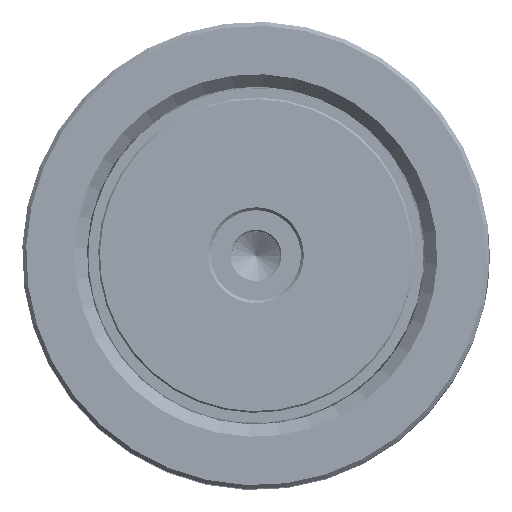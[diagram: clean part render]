
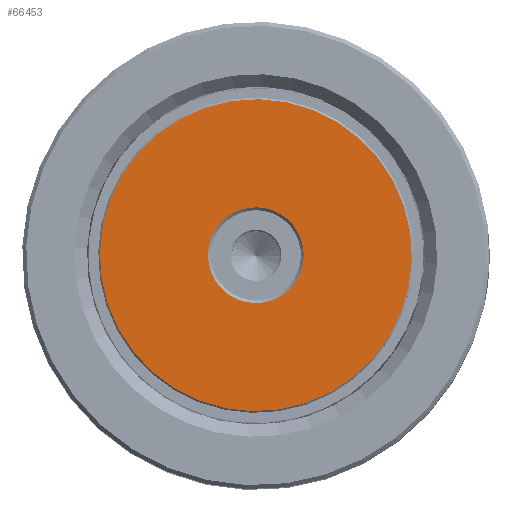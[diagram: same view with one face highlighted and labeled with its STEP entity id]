
A CAD part, top view. The second image highlights one B-rep face of the part: STEP entity #66453.
In plain terms, the highlighted face is planar.
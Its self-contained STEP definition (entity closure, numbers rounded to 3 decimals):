
#2066 = ORIENTED_EDGE ( 'NONE', *, *, #59474, .T. ) ;
#4823 = CARTESIAN_POINT ( 'NONE',  ( 0., 0., 0. ) ) ;
#7317 = DIRECTION ( 'NONE',  ( 1., 0., 0. ) ) ;
#7332 = CARTESIAN_POINT ( 'NONE',  ( -8.5, 0., 0. ) ) ;
#7505 = AXIS2_PLACEMENT_3D ( 'NONE', #38483, #22067, #38042 ) ;
#9152 = EDGE_CURVE ( 'NONE', #20752, #11154, #21662, .T. ) ;
#9946 = CARTESIAN_POINT ( 'NONE',  ( 0., 0., 0. ) ) ;
#10998 = AXIS2_PLACEMENT_3D ( 'NONE', #60869, #12547, #24205 ) ;
#11154 = VERTEX_POINT ( 'NONE', #14984 ) ;
#11789 = EDGE_LOOP ( 'NONE', ( #2066, #47867 ) ) ;
#12547 = DIRECTION ( 'NONE',  ( 0., 0., -1. ) ) ;
#13251 = CARTESIAN_POINT ( 'NONE',  ( 0., 0., 0. ) ) ;
#14332 = EDGE_LOOP ( 'NONE', ( #63051, #18098 ) ) ;
#14984 = CARTESIAN_POINT ( 'NONE',  ( 27.7, 0., 0. ) ) ;
#18098 = ORIENTED_EDGE ( 'NONE', *, *, #9152, .T. ) ;
#20348 = DIRECTION ( 'NONE',  ( 0., 0., -1. ) ) ;
#20649 = EDGE_CURVE ( 'NONE', #63053, #26712, #31930, .T. ) ;
#20752 = VERTEX_POINT ( 'NONE', #44415 ) ;
#21662 = CIRCLE ( 'NONE', #10998, 27.7 ) ;
#22067 = DIRECTION ( 'NONE',  ( 0., 0., 1. ) ) ;
#24205 = DIRECTION ( 'NONE',  ( 1., 0., 0. ) ) ;
#26712 = VERTEX_POINT ( 'NONE', #7332 ) ;
#30872 = FACE_BOUND ( 'NONE', #11789, .T. ) ;
#30979 = EDGE_CURVE ( 'NONE', #11154, #20752, #45579, .T. ) ;
#31930 = CIRCLE ( 'NONE', #7505, 8.5 ) ;
#35659 = DIRECTION ( 'NONE',  ( 1., 0., 0. ) ) ;
#35754 = PLANE ( 'NONE',  #48737 ) ;
#38042 = DIRECTION ( 'NONE',  ( 1., 0., 0. ) ) ;
#38482 = CIRCLE ( 'NONE', #59630, 8.5 ) ;
#38483 = CARTESIAN_POINT ( 'NONE',  ( 0., 0., 0. ) ) ;
#44013 = AXIS2_PLACEMENT_3D ( 'NONE', #4823, #20348, #35659 ) ;
#44415 = CARTESIAN_POINT ( 'NONE',  ( -27.7, 0., 0. ) ) ;
#45579 = CIRCLE ( 'NONE', #44013, 27.7 ) ;
#46727 = DIRECTION ( 'NONE',  ( 0., 0., 1. ) ) ;
#47290 = FACE_OUTER_BOUND ( 'NONE', #14332, .T. ) ;
#47867 = ORIENTED_EDGE ( 'NONE', *, *, #20649, .T. ) ;
#48737 = AXIS2_PLACEMENT_3D ( 'NONE', #9946, #46727, #62393 ) ;
#59474 = EDGE_CURVE ( 'NONE', #26712, #63053, #38482, .T. ) ;
#59630 = AXIS2_PLACEMENT_3D ( 'NONE', #13251, #65697, #7317 ) ;
#60869 = CARTESIAN_POINT ( 'NONE',  ( 0., 0., 0. ) ) ;
#62393 = DIRECTION ( 'NONE',  ( 1., 0., 0. ) ) ;
#63051 = ORIENTED_EDGE ( 'NONE', *, *, #30979, .T. ) ;
#63053 = VERTEX_POINT ( 'NONE', #63678 ) ;
#63678 = CARTESIAN_POINT ( 'NONE',  ( 8.5, 0., 0. ) ) ;
#65697 = DIRECTION ( 'NONE',  ( 0., 0., 1. ) ) ;
#66453 = ADVANCED_FACE ( 'NONE', ( #47290, #30872 ), #35754, .F. ) ;
